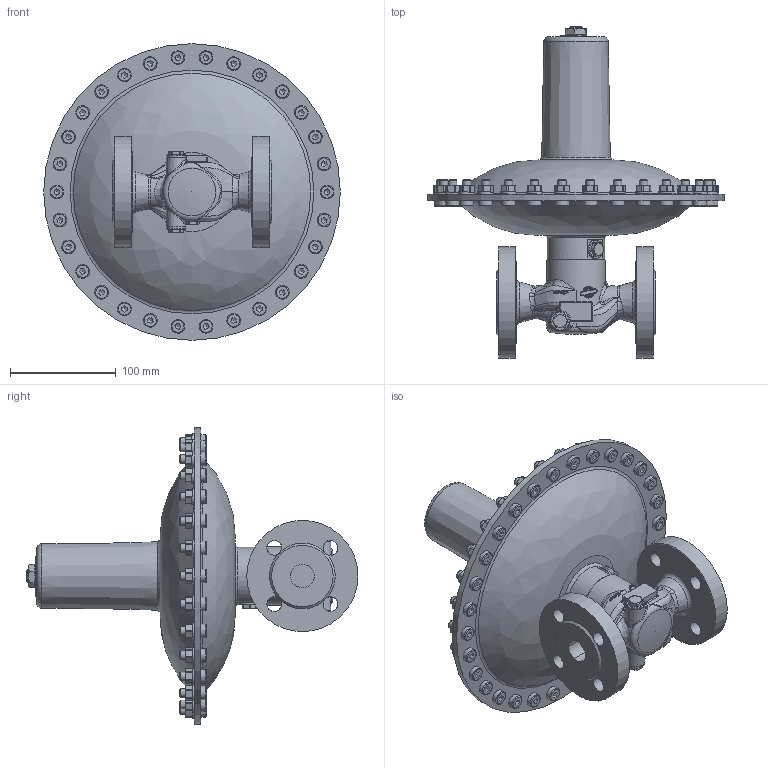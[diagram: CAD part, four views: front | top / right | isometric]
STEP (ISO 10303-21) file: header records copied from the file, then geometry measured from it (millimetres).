
FILE_DESCRIPTION(/* description */ (''),/* implementation_level */ '2;1');
FILE_NAME(/* name */ '084303-56380.stp',/* time_stamp */ '2023-12-12T09:24:11+01:00',/* author */ ('junkers'),/* organization */ (''),/* preprocessor_version */ 'ST-DEVELOPER v19.2',/* originating_system */ 'Autodesk Inventor 2023',/* authorisation */ '');
FILE_SCHEMA (('AUTOMOTIVE_DESIGN { 1 0 10303 214 3 1 1 }'));
Products named in the file (1): 084303-56380-step
Bounding box: 280 x 313.4 x 280 mm (x, y, z)
Volume: 3065577.8 mm3; surface area: 279696 mm2
Topology: 1 solids, 2 shells, 2369 faces, 6411 edges, 4070 vertices
Faces by surface type: plane 826, cylinder 597, cone 515, bspline 344, torus 82, sphere 5
Full cylindrical faces by diameter (mm): 3 x1, 8 x60, 9 x60, 12 x1, 13 x30, 14 x8, 18 x4, 20 x1, 50 x2, 54 x1, 55 x1, 105 x2, 280 x1
Entity records: 102993 total; most frequent: CARTESIAN_POINT 47909, ORIENTED_EDGE 12758, DIRECTION 10492, EDGE_CURVE 6380, AXIS2_PLACEMENT_3D 4374, VERTEX_POINT 4070, EDGE_LOOP 2562, FACE_OUTER_BOUND 2369
